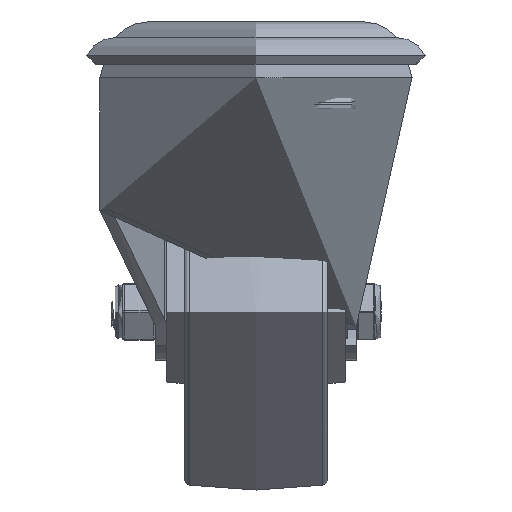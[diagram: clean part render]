
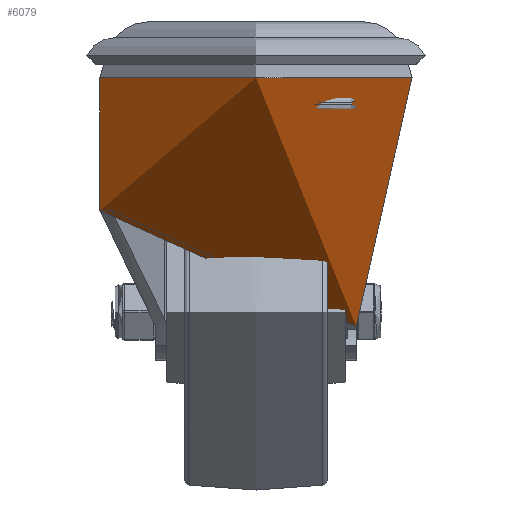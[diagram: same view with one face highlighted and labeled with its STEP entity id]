
A CAD part, left-side view. The second image highlights one B-rep face of the part: STEP entity #6079.
In plain terms, the highlighted cylindrical face has radius 35 mm (diameter 70 mm), a full revolution.
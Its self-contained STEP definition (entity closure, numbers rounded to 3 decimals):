
#467=B_SPLINE_CURVE_WITH_KNOTS('',3,(#9150,#9151,#9152,#9153,#9154,#9155,
#9156,#9157,#9158,#9159),.UNSPECIFIED.,.F.,.F.,(4,2,2,2,4),(-0.426,
-0.314,-0.201,-0.1,0.),
 .UNSPECIFIED.);
#468=B_SPLINE_CURVE_WITH_KNOTS('',3,(#9168,#9169,#9170,#9171,#9172,#9173,
#9174,#9175,#9176,#9177),.UNSPECIFIED.,.F.,.F.,(4,2,2,2,4),(-0.839,
-0.739,-0.639,-0.526,-0.413),
 .UNSPECIFIED.);
#473=B_SPLINE_CURVE_WITH_KNOTS('',3,(#9287,#9288,#9289,#9290,#9291,#9292,
#9293,#9294,#9295,#9296,#9297,#9298),.UNSPECIFIED.,.F.,.F.,(4,2,2,2,2,4),
(-6.422,-5.485,-4.547,-3.609,
-2.671,-2.589),.UNSPECIFIED.);
#478=B_SPLINE_CURVE_WITH_KNOTS('',3,(#9383,#9384,#9385,#9386,#9387,#9388,
#9389,#9390,#9391,#9392,#9393,#9394,#9395,#9396,#9397,#9398,#9399,#9400,
#9401,#9402,#9403,#9404,#9405,#9406,#9407,#9408,#9409,#9410,#9411,#9412,
#9413,#9414,#9415,#9416,#9417,#9418,#9419,#9420,#9421,#9422,#9423,#9424,
#9425,#9426),.UNSPECIFIED.,.F.,.F.,(4,2,2,2,2,2,2,2,2,2,2,2,2,2,2,2,2,2,
2,2,2,4),(-22.093,-22.011,-21.074,-20.136,
-19.198,-18.26,-17.429,-16.597,
-15.765,-14.934,-14.285,-13.637,
-12.989,-12.341,-11.693,-11.045,
-10.397,-9.749,-8.917,-8.086,
-7.254,-6.422),.UNSPECIFIED.);
#663=FACE_OUTER_BOUND('',#1045,.T.);
#1045=EDGE_LOOP('',(#4164,#4165,#4166,#4167,#4168,#4169,#4170,#4171,#4172,
#4173));
#1497=LINE('',#9447,#1898);
#1498=LINE('',#9448,#1899);
#1499=LINE('',#9450,#1900);
#1898=VECTOR('',#7379,35.);
#1899=VECTOR('',#7380,1000.);
#1900=VECTOR('',#7383,1000.);
#2297=CIRCLE('',#6596,35.);
#2298=CIRCLE('',#6597,35.);
#2616=VERTEX_POINT('',#9147);
#2617=VERTEX_POINT('',#9149);
#2620=VERTEX_POINT('',#9165);
#2621=VERTEX_POINT('',#9167);
#2640=VERTEX_POINT('',#9285);
#2641=VERTEX_POINT('',#9286);
#2651=VERTEX_POINT('',#9381);
#2656=VERTEX_POINT('',#9445);
#3198=EDGE_CURVE('',#2616,#2617,#467,.T.);
#3202=EDGE_CURVE('',#2620,#2621,#468,.T.);
#3222=EDGE_CURVE('',#2640,#2641,#473,.F.);
#3233=EDGE_CURVE('',#2641,#2651,#478,.F.);
#3244=EDGE_CURVE('',#2656,#2656,#2297,.T.);
#3245=EDGE_CURVE('',#2656,#2641,#1497,.T.);
#3246=EDGE_CURVE('',#2651,#2617,#1498,.T.);
#3247=EDGE_CURVE('',#2616,#2621,#2298,.T.);
#3248=EDGE_CURVE('',#2620,#2640,#1499,.T.);
#4164=ORIENTED_EDGE('',*,*,#3244,.F.);
#4165=ORIENTED_EDGE('',*,*,#3245,.T.);
#4166=ORIENTED_EDGE('',*,*,#3233,.T.);
#4167=ORIENTED_EDGE('',*,*,#3246,.T.);
#4168=ORIENTED_EDGE('',*,*,#3198,.F.);
#4169=ORIENTED_EDGE('',*,*,#3247,.T.);
#4170=ORIENTED_EDGE('',*,*,#3202,.F.);
#4171=ORIENTED_EDGE('',*,*,#3248,.T.);
#4172=ORIENTED_EDGE('',*,*,#3222,.T.);
#4173=ORIENTED_EDGE('',*,*,#3245,.F.);
#5949=CYLINDRICAL_SURFACE('',#6595,35.);
#6079=ADVANCED_FACE('',(#663),#5949,.T.);
#6595=AXIS2_PLACEMENT_3D('',#9444,#7375,#7376);
#6596=AXIS2_PLACEMENT_3D('',#9446,#7377,#7378);
#6597=AXIS2_PLACEMENT_3D('',#9449,#7381,#7382);
#7375=DIRECTION('center_axis',(0.,0.,1.));
#7376=DIRECTION('ref_axis',(0.,-1.,0.));
#7377=DIRECTION('center_axis',(0.,0.,1.));
#7378=DIRECTION('ref_axis',(0.,-1.,0.));
#7379=DIRECTION('',(0.,0.,-1.));
#7380=DIRECTION('',(0.,0.,1.));
#7381=DIRECTION('center_axis',(0.,0.,1.));
#7382=DIRECTION('ref_axis',(0.,-1.,0.));
#7383=DIRECTION('',(0.,0.,-1.));
#9147=CARTESIAN_POINT('',(28.723,-20.,-4.008));
#9149=CARTESIAN_POINT('',(26.81,-22.5,-6.508));
#9150=CARTESIAN_POINT('Ctrl Pts',(28.723,-20.,-4.008));
#9151=CARTESIAN_POINT('Ctrl Pts',(28.508,-20.308,-4.008));
#9152=CARTESIAN_POINT('Ctrl Pts',(28.271,-20.637,-4.068));
#9153=CARTESIAN_POINT('Ctrl Pts',(27.813,-21.251,-4.318));
#9154=CARTESIAN_POINT('Ctrl Pts',(27.591,-21.536,-4.509));
#9155=CARTESIAN_POINT('Ctrl Pts',(27.243,-21.974,-4.947));
#9156=CARTESIAN_POINT('Ctrl Pts',(27.087,-22.166,-5.215));
#9157=CARTESIAN_POINT('Ctrl Pts',(26.87,-22.429,-5.828));
#9158=CARTESIAN_POINT('Ctrl Pts',(26.81,-22.5,-6.173));
#9159=CARTESIAN_POINT('Ctrl Pts',(26.81,-22.5,-6.508));
#9165=CARTESIAN_POINT('',(26.81,22.5,-6.508));
#9167=CARTESIAN_POINT('',(28.723,20.,-4.008));
#9168=CARTESIAN_POINT('Ctrl Pts',(26.81,22.5,-6.508));
#9169=CARTESIAN_POINT('Ctrl Pts',(26.81,22.5,-6.173));
#9170=CARTESIAN_POINT('Ctrl Pts',(26.87,22.429,-5.828));
#9171=CARTESIAN_POINT('Ctrl Pts',(27.087,22.166,-5.215));
#9172=CARTESIAN_POINT('Ctrl Pts',(27.243,21.974,-4.947));
#9173=CARTESIAN_POINT('Ctrl Pts',(27.591,21.536,-4.509));
#9174=CARTESIAN_POINT('Ctrl Pts',(27.813,21.251,-4.318));
#9175=CARTESIAN_POINT('Ctrl Pts',(28.271,20.637,-4.068));
#9176=CARTESIAN_POINT('Ctrl Pts',(28.508,20.308,-4.008));
#9177=CARTESIAN_POINT('Ctrl Pts',(28.723,20.,-4.008));
#9285=CARTESIAN_POINT('',(26.81,22.5,-58.876));
#9286=CARTESIAN_POINT('',(0.,35.,-32.843));
#9287=CARTESIAN_POINT('Ctrl Pts',(0.,35.,-32.843));
#9288=CARTESIAN_POINT('Ctrl Pts',(2.391,35.,-34.856));
#9289=CARTESIAN_POINT('Ctrl Pts',(4.837,34.752,-36.991));
#9290=CARTESIAN_POINT('Ctrl Pts',(9.67,33.728,-41.371));
#9291=CARTESIAN_POINT('Ctrl Pts',(12.056,32.953,-43.617));
#9292=CARTESIAN_POINT('Ctrl Pts',(16.624,30.902,-48.075));
#9293=CARTESIAN_POINT('Ctrl Pts',(18.807,29.625,-50.287));
#9294=CARTESIAN_POINT('Ctrl Pts',(22.853,26.629,-54.522));
#9295=CARTESIAN_POINT('Ctrl Pts',(24.717,24.909,-56.544));
#9296=CARTESIAN_POINT('Ctrl Pts',(26.52,22.841,-58.552));
#9297=CARTESIAN_POINT('Ctrl Pts',(26.665,22.672,-58.714));
#9298=CARTESIAN_POINT('Ctrl Pts',(26.81,22.5,-58.876));
#9381=CARTESIAN_POINT('',(26.81,-22.5,-58.876));
#9383=CARTESIAN_POINT('Ctrl Pts',(26.81,-22.5,-58.876));
#9384=CARTESIAN_POINT('Ctrl Pts',(26.665,-22.672,-58.714));
#9385=CARTESIAN_POINT('Ctrl Pts',(26.52,-22.841,-58.552));
#9386=CARTESIAN_POINT('Ctrl Pts',(24.717,-24.909,-56.544));
#9387=CARTESIAN_POINT('Ctrl Pts',(22.853,-26.629,-54.522));
#9388=CARTESIAN_POINT('Ctrl Pts',(18.807,-29.625,-50.287));
#9389=CARTESIAN_POINT('Ctrl Pts',(16.624,-30.902,-48.075));
#9390=CARTESIAN_POINT('Ctrl Pts',(12.056,-32.953,-43.617));
#9391=CARTESIAN_POINT('Ctrl Pts',(9.67,-33.728,-41.371));
#9392=CARTESIAN_POINT('Ctrl Pts',(4.837,-34.752,-36.991));
#9393=CARTESIAN_POINT('Ctrl Pts',(2.391,-35.,-34.856));
#9394=CARTESIAN_POINT('Ctrl Pts',(-2.121,-35.,-31.057));
#9395=CARTESIAN_POINT('Ctrl Pts',(-4.358,-34.805,-29.231));
#9396=CARTESIAN_POINT('Ctrl Pts',(-8.903,-33.928,-25.65));
#9397=CARTESIAN_POINT('Ctrl Pts',(-11.209,-33.246,-23.894));
#9398=CARTESIAN_POINT('Ctrl Pts',(-15.716,-31.368,-20.574));
#9399=CARTESIAN_POINT('Ctrl Pts',(-17.919,-30.17,-19.007));
#9400=CARTESIAN_POINT('Ctrl Pts',(-22.053,-27.295,-16.151));
#9401=CARTESIAN_POINT('Ctrl Pts',(-23.983,-25.617,-14.862));
#9402=CARTESIAN_POINT('Ctrl Pts',(-27.044,-22.306,-12.863));
#9403=CARTESIAN_POINT('Ctrl Pts',(-28.333,-20.659,-12.039));
#9404=CARTESIAN_POINT('Ctrl Pts',(-30.643,-17.046,-10.586));
#9405=CARTESIAN_POINT('Ctrl Pts',(-31.663,-15.079,-9.957));
#9406=CARTESIAN_POINT('Ctrl Pts',(-33.319,-10.946,-8.947));
#9407=CARTESIAN_POINT('Ctrl Pts',(-33.956,-8.775,-8.564));
#9408=CARTESIAN_POINT('Ctrl Pts',(-34.796,-4.382,-8.06));
#9409=CARTESIAN_POINT('Ctrl Pts',(-35.,-2.16,-7.94));
#9410=CARTESIAN_POINT('Ctrl Pts',(-35.,2.16,-7.94));
#9411=CARTESIAN_POINT('Ctrl Pts',(-34.796,4.382,-8.06));
#9412=CARTESIAN_POINT('Ctrl Pts',(-33.956,8.775,-8.564));
#9413=CARTESIAN_POINT('Ctrl Pts',(-33.319,10.946,-8.947));
#9414=CARTESIAN_POINT('Ctrl Pts',(-31.663,15.079,-9.957));
#9415=CARTESIAN_POINT('Ctrl Pts',(-30.643,17.046,-10.586));
#9416=CARTESIAN_POINT('Ctrl Pts',(-28.333,20.659,-12.039));
#9417=CARTESIAN_POINT('Ctrl Pts',(-27.044,22.306,-12.863));
#9418=CARTESIAN_POINT('Ctrl Pts',(-23.983,25.617,-14.862));
#9419=CARTESIAN_POINT('Ctrl Pts',(-22.053,27.295,-16.151));
#9420=CARTESIAN_POINT('Ctrl Pts',(-17.919,30.17,-19.007));
#9421=CARTESIAN_POINT('Ctrl Pts',(-15.716,31.368,-20.574));
#9422=CARTESIAN_POINT('Ctrl Pts',(-11.209,33.246,-23.894));
#9423=CARTESIAN_POINT('Ctrl Pts',(-8.903,33.928,-25.65));
#9424=CARTESIAN_POINT('Ctrl Pts',(-4.358,34.805,-29.231));
#9425=CARTESIAN_POINT('Ctrl Pts',(-2.121,35.,-31.057));
#9426=CARTESIAN_POINT('Ctrl Pts',(0.,35.,-32.843));
#9444=CARTESIAN_POINT('Origin',(0.,0.,-66.511));
#9445=CARTESIAN_POINT('',(0.,35.,-3.009));
#9446=CARTESIAN_POINT('Origin',(0.,0.,-3.009));
#9447=CARTESIAN_POINT('',(0.,35.,-66.511));
#9448=CARTESIAN_POINT('',(26.81,-22.5,-35.259));
#9449=CARTESIAN_POINT('Origin',(0.,0.,-4.008));
#9450=CARTESIAN_POINT('',(26.81,22.5,-35.259));
